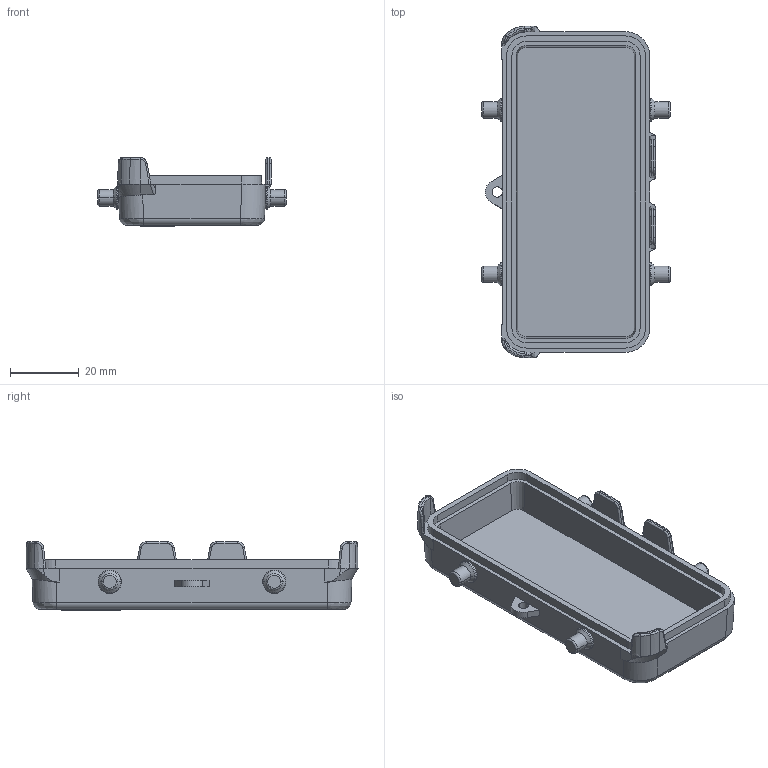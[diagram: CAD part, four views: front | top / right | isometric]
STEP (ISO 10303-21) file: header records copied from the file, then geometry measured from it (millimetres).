
FILE_DESCRIPTION(('Creo Elements/Direct Modeling STEP Export'),'2;1');
FILE_NAME('223mij862q74cb19364','2024-05-20T14:17:34',(''),(''),'Creo Elements/Direct Modeling STEP processor for AP214 (Solid Model)','Creo Elements/Direct Modeling 20.5B 27-May-2023 (C) Parametric Technology GmbH','');
FILE_SCHEMA(('AUTOMOTIVE_DESIGN { 1 0 10303 214 1 1 1 1 }'));
Length unit declared in the file: millimetre
Products named in the file (2): CHC 16
Assembly tree (1 placements, depth 2):
  CHC 16
    CHC 16
Bounding box: 55 x 96.9 x 20 mm (x, y, z)
Volume: 21292.9 mm3; surface area: 15378.6 mm2
Topology: 1 solids, 1 shells, 266 faces, 660 edges, 410 vertices
Faces by surface type: plane 102, cylinder 82, bspline 36, cone 20, torus 20, extrusion 6
Entity records: 11878 total; most frequent: CARTESIAN_POINT 3671, ORIENTED_EDGE 1320, DIRECTION 1184, EDGE_CURVE 660, AXIS2_PLACEMENT_3D 419, VERTEX_POINT 410, VECTOR 346, LINE 340
